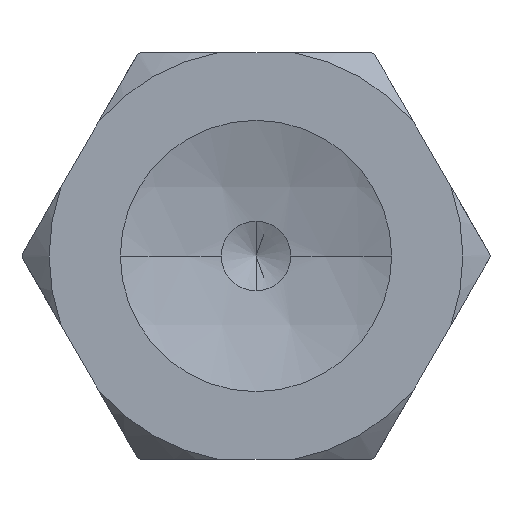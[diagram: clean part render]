
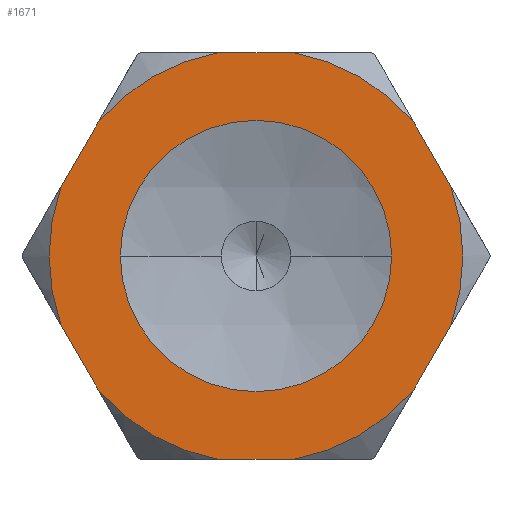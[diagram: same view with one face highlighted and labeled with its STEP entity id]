
A CAD part, front view. The second image highlights one B-rep face of the part: STEP entity #1671.
In plain terms, the highlighted planar face has unit normal (0, -1, 0).
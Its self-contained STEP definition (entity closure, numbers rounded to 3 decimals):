
#1 = CARTESIAN_POINT ( 'NONE',  ( -2.2, -10., 12. ) ) ;
#57 = LINE ( 'NONE', #1365, #1014 ) ;
#63 = CARTESIAN_POINT ( 'NONE',  ( -13.8, -10., 0. ) ) ;
#67 = VERTEX_POINT ( 'NONE', #1006 ) ;
#94 = VECTOR ( 'NONE', #1676, 1000. ) ;
#104 = DIRECTION ( 'NONE',  ( 0., 0., -1. ) ) ;
#120 = DIRECTION ( 'NONE',  ( 0., 1., 0. ) ) ;
#148 = CARTESIAN_POINT ( 'NONE',  ( 8., -10., 0. ) ) ;
#174 = CARTESIAN_POINT ( 'NONE',  ( 9.292, -10., -7.905 ) ) ;
#185 = VERTEX_POINT ( 'NONE', #1318 ) ;
#187 = CARTESIAN_POINT ( 'NONE',  ( -11.492, -10., -4.095 ) ) ;
#188 = ORIENTED_EDGE ( 'NONE', *, *, #597, .T. ) ;
#212 = CARTESIAN_POINT ( 'NONE',  ( -6.928, -10., -12. ) ) ;
#281 = DIRECTION ( 'NONE',  ( -1., 0., 0. ) ) ;
#301 = VECTOR ( 'NONE', #891, 1000. ) ;
#307 = EDGE_CURVE ( 'NONE', #333, #1039, #1600, .T. ) ;
#325 = DIRECTION ( 'NONE',  ( 0., -1., 0. ) ) ;
#333 = VERTEX_POINT ( 'NONE', #148 ) ;
#339 = CARTESIAN_POINT ( 'NONE',  ( 0., -10., 0. ) ) ;
#343 = EDGE_CURVE ( 'NONE', #1702, #1753, #492, .T. ) ;
#358 = LINE ( 'NONE', #1116, #1432 ) ;
#373 = EDGE_CURVE ( 'NONE', #1179, #67, #1564, .T. ) ;
#389 = FACE_BOUND ( 'NONE', #1590, .T. ) ;
#405 = VECTOR ( 'NONE', #807, 1000. ) ;
#459 = VERTEX_POINT ( 'NONE', #1736 ) ;
#481 = CARTESIAN_POINT ( 'NONE',  ( 6.928, -10., -12. ) ) ;
#488 = DIRECTION ( 'NONE',  ( 0., 0., -1. ) ) ;
#492 = LINE ( 'NONE', #212, #94 ) ;
#516 = ORIENTED_EDGE ( 'NONE', *, *, #343, .T. ) ;
#539 = AXIS2_PLACEMENT_3D ( 'NONE', #936, #120, #1076 ) ;
#577 = ORIENTED_EDGE ( 'NONE', *, *, #1196, .T. ) ;
#582 = ORIENTED_EDGE ( 'NONE', *, *, #307, .T. ) ;
#589 = VERTEX_POINT ( 'NONE', #174 ) ;
#592 = CARTESIAN_POINT ( 'NONE',  ( -13.856, -10., 0. ) ) ;
#597 = EDGE_CURVE ( 'NONE', #185, #1179, #1773, .T. ) ;
#624 = ORIENTED_EDGE ( 'NONE', *, *, #373, .T. ) ;
#659 = DIRECTION ( 'NONE',  ( 0., 1., 0. ) ) ;
#672 = CARTESIAN_POINT ( 'NONE',  ( -9.292, -10., 7.905 ) ) ;
#682 = VERTEX_POINT ( 'NONE', #1323 ) ;
#687 = EDGE_CURVE ( 'NONE', #1633, #1654, #1421, .T. ) ;
#716 = CARTESIAN_POINT ( 'NONE',  ( 0., -10., 0. ) ) ;
#723 = EDGE_CURVE ( 'NONE', #1039, #333, #1746, .T. ) ;
#770 = DIRECTION ( 'NONE',  ( 0., -1., 0. ) ) ;
#795 = CARTESIAN_POINT ( 'NONE',  ( 0., -10., 0. ) ) ;
#807 = DIRECTION ( 'NONE',  ( -0.5, 0., 0.866 ) ) ;
#808 = CARTESIAN_POINT ( 'NONE',  ( 0., -10., 0. ) ) ;
#847 = CIRCLE ( 'NONE', #1168, 12.2 ) ;
#857 = ORIENTED_EDGE ( 'NONE', *, *, #1249, .T. ) ;
#863 = DIRECTION ( 'NONE',  ( 0., 0., -1. ) ) ;
#886 = AXIS2_PLACEMENT_3D ( 'NONE', #1638, #659, #1771 ) ;
#891 = DIRECTION ( 'NONE',  ( 0.5, 0., 0.866 ) ) ;
#901 = EDGE_CURVE ( 'NONE', #682, #1702, #847, .T. ) ;
#905 = ORIENTED_EDGE ( 'NONE', *, *, #723, .T. ) ;
#919 = ORIENTED_EDGE ( 'NONE', *, *, #901, .T. ) ;
#921 = DIRECTION ( 'NONE',  ( 0., -1., 0. ) ) ;
#935 = DIRECTION ( 'NONE',  ( 0., 0., -1. ) ) ;
#936 = CARTESIAN_POINT ( 'NONE',  ( 0., -10., 0. ) ) ;
#942 = DIRECTION ( 'NONE',  ( 0., 0., -1. ) ) ;
#995 = EDGE_CURVE ( 'NONE', #1753, #589, #1401, .T. ) ;
#1006 = CARTESIAN_POINT ( 'NONE',  ( 9.292, -10., 7.905 ) ) ;
#1014 = VECTOR ( 'NONE', #1645, 1000. ) ;
#1028 = CARTESIAN_POINT ( 'NONE',  ( 2.2, -10., -12. ) ) ;
#1039 = VERTEX_POINT ( 'NONE', #1506 ) ;
#1076 = DIRECTION ( 'NONE',  ( 0., 0., 1. ) ) ;
#1092 = LINE ( 'NONE', #481, #301 ) ;
#1102 = VERTEX_POINT ( 'NONE', #672 ) ;
#1116 = CARTESIAN_POINT ( 'NONE',  ( 6.928, -10., 12. ) ) ;
#1121 = ORIENTED_EDGE ( 'NONE', *, *, #1412, .T. ) ;
#1134 = CIRCLE ( 'NONE', #1278, 12.2 ) ;
#1163 = VERTEX_POINT ( 'NONE', #1 ) ;
#1168 = AXIS2_PLACEMENT_3D ( 'NONE', #1607, #770, #1740 ) ;
#1179 = VERTEX_POINT ( 'NONE', #1538 ) ;
#1196 = EDGE_CURVE ( 'NONE', #459, #1163, #358, .T. ) ;
#1216 = ORIENTED_EDGE ( 'NONE', *, *, #1716, .T. ) ;
#1249 = EDGE_CURVE ( 'NONE', #1102, #1633, #57, .T. ) ;
#1278 = AXIS2_PLACEMENT_3D ( 'NONE', #808, #1772, #942 ) ;
#1287 = ORIENTED_EDGE ( 'NONE', *, *, #995, .T. ) ;
#1297 = DIRECTION ( 'NONE',  ( 0., 0., -1. ) ) ;
#1313 = DIRECTION ( 'NONE',  ( 0., -1., 0. ) ) ;
#1316 = VECTOR ( 'NONE', #1576, 1000. ) ;
#1318 = CARTESIAN_POINT ( 'NONE',  ( 11.492, -10., -4.095 ) ) ;
#1323 = CARTESIAN_POINT ( 'NONE',  ( -9.292, -10., -7.905 ) ) ;
#1344 = EDGE_LOOP ( 'NONE', ( #1287, #1216, #188, #624, #1121, #577, #1459, #857, #1523, #1778, #919, #516 ) ) ;
#1365 = CARTESIAN_POINT ( 'NONE',  ( -6.928, -10., 12. ) ) ;
#1401 = CIRCLE ( 'NONE', #1718, 12.2 ) ;
#1412 = EDGE_CURVE ( 'NONE', #67, #459, #1134, .T. ) ;
#1421 = CIRCLE ( 'NONE', #1782, 12.2 ) ;
#1432 = VECTOR ( 'NONE', #281, 1000. ) ;
#1447 = CARTESIAN_POINT ( 'NONE',  ( -2.2, -10., -12. ) ) ;
#1452 = FACE_OUTER_BOUND ( 'NONE', #1344, .T. ) ;
#1459 = ORIENTED_EDGE ( 'NONE', *, *, #1755, .T. ) ;
#1506 = CARTESIAN_POINT ( 'NONE',  ( -8., -10., 0. ) ) ;
#1513 = AXIS2_PLACEMENT_3D ( 'NONE', #716, #1684, #863 ) ;
#1523 = ORIENTED_EDGE ( 'NONE', *, *, #687, .T. ) ;
#1526 = CARTESIAN_POINT ( 'NONE',  ( 13.856, -10., 0. ) ) ;
#1538 = CARTESIAN_POINT ( 'NONE',  ( 11.492, -10., 4.095 ) ) ;
#1563 = EDGE_CURVE ( 'NONE', #1654, #682, #1688, .T. ) ;
#1564 = LINE ( 'NONE', #1526, #405 ) ;
#1576 = DIRECTION ( 'NONE',  ( 0.5, 0., -0.866 ) ) ;
#1580 = PLANE ( 'NONE',  #1739 ) ;
#1590 = EDGE_LOOP ( 'NONE', ( #905, #582 ) ) ;
#1600 = CIRCLE ( 'NONE', #886, 8. ) ;
#1607 = CARTESIAN_POINT ( 'NONE',  ( 0., -10., 0. ) ) ;
#1633 = VERTEX_POINT ( 'NONE', #1711 ) ;
#1638 = CARTESIAN_POINT ( 'NONE',  ( 0., -10., 0. ) ) ;
#1645 = DIRECTION ( 'NONE',  ( -0.5, 0., -0.866 ) ) ;
#1654 = VERTEX_POINT ( 'NONE', #187 ) ;
#1671 = ADVANCED_FACE ( 'NONE', ( #389, #1452 ), #1580, .T. ) ;
#1676 = DIRECTION ( 'NONE',  ( 1., 0., 0. ) ) ;
#1684 = DIRECTION ( 'NONE',  ( 0., -1., 0. ) ) ;
#1688 = LINE ( 'NONE', #592, #1316 ) ;
#1702 = VERTEX_POINT ( 'NONE', #1447 ) ;
#1709 = AXIS2_PLACEMENT_3D ( 'NONE', #339, #1313, #488 ) ;
#1711 = CARTESIAN_POINT ( 'NONE',  ( -11.492, -10., 4.095 ) ) ;
#1716 = EDGE_CURVE ( 'NONE', #589, #185, #1092, .T. ) ;
#1718 = AXIS2_PLACEMENT_3D ( 'NONE', #795, #1765, #935 ) ;
#1729 = CIRCLE ( 'NONE', #1709, 12.2 ) ;
#1736 = CARTESIAN_POINT ( 'NONE',  ( 2.2, -10., 12. ) ) ;
#1739 = AXIS2_PLACEMENT_3D ( 'NONE', #63, #325, #1297 ) ;
#1740 = DIRECTION ( 'NONE',  ( 0., 0., -1. ) ) ;
#1746 = CIRCLE ( 'NONE', #539, 8. ) ;
#1748 = CARTESIAN_POINT ( 'NONE',  ( 0., -10., 0. ) ) ;
#1753 = VERTEX_POINT ( 'NONE', #1028 ) ;
#1755 = EDGE_CURVE ( 'NONE', #1163, #1102, #1729, .T. ) ;
#1765 = DIRECTION ( 'NONE',  ( 0., -1., 0. ) ) ;
#1771 = DIRECTION ( 'NONE',  ( 0., 0., 1. ) ) ;
#1772 = DIRECTION ( 'NONE',  ( 0., -1., 0. ) ) ;
#1773 = CIRCLE ( 'NONE', #1513, 12.2 ) ;
#1778 = ORIENTED_EDGE ( 'NONE', *, *, #1563, .T. ) ;
#1782 = AXIS2_PLACEMENT_3D ( 'NONE', #1748, #921, #104 ) ;
